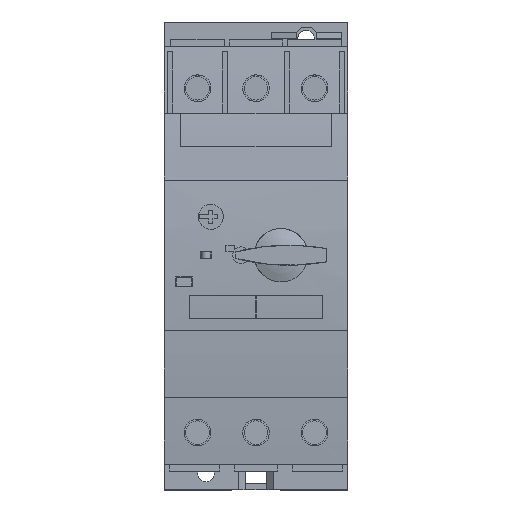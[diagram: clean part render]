
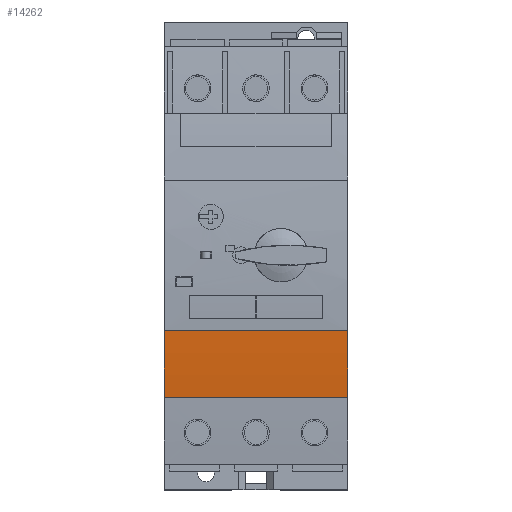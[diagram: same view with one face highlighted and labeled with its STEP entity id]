
A CAD part, top view. The second image highlights one B-rep face of the part: STEP entity #14262.
In plain terms, the highlighted cylindrical face has radius 326.776 mm (diameter 653.551 mm), a partial arc.
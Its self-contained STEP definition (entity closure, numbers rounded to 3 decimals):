
#3416 = CYLINDRICAL_SURFACE ( 'NONE', #3460, 326.776 ) ;
#3418 = FACE_OUTER_BOUND ( 'NONE', #14426, .T. ) ;
#3460 = AXIS2_PLACEMENT_3D ( 'NONE', #3493, #3492, #3495 ) ;
#3492 = DIRECTION ( 'NONE',  ( 1., 0., 0. ) ) ;
#3493 = CARTESIAN_POINT ( 'NONE',  ( -27.5, 0., -199. ) ) ;
#3495 = DIRECTION ( 'NONE',  ( 0., 0., -1. ) ) ;
#9750 = VERTEX_POINT ( 'NONE', #20795 ) ;
#9752 = VERTEX_POINT ( 'NONE', #20794 ) ;
#9758 = EDGE_CURVE ( 'NONE', #9752, #9750, #20787, .T. ) ;
#9894 = VERTEX_POINT ( 'NONE', #20985 ) ;
#9923 = VERTEX_POINT ( 'NONE', #20969 ) ;
#9925 = EDGE_CURVE ( 'NONE', #9894, #9923, #20930, .T. ) ;
#10504 = EDGE_CURVE ( 'NONE', #9752, #9894, #21995, .T. ) ;
#10675 = EDGE_CURVE ( 'NONE', #9750, #9923, #22424, .T. ) ;
#14257 = ORIENTED_EDGE ( 'NONE', *, *, #9758, .F. ) ;
#14262 = ADVANCED_FACE ( 'NONE', ( #3418 ), #3416, .T. ) ;
#14403 = ORIENTED_EDGE ( 'NONE', *, *, #10675, .F. ) ;
#14426 = EDGE_LOOP ( 'NONE', ( #14403, #14257, #14480, #14483 ) ) ;
#14480 = ORIENTED_EDGE ( 'NONE', *, *, #10504, .T. ) ;
#14483 = ORIENTED_EDGE ( 'NONE', *, *, #9925, .T. ) ;
#20639 = DIRECTION ( 'NONE',  ( 0., 0., -1. ) ) ;
#20640 = DIRECTION ( 'NONE',  ( -1., 0., 0. ) ) ;
#20641 = CARTESIAN_POINT ( 'NONE',  ( -27.5, 0., -199. ) ) ;
#20642 = AXIS2_PLACEMENT_3D ( 'NONE', #20641, #20640, #20639 ) ;
#20787 = CIRCLE ( 'NONE', #20642, 326.776 ) ;
#20794 = CARTESIAN_POINT ( 'NONE',  ( -27.5, -42.5, 125. ) ) ;
#20795 = CARTESIAN_POINT ( 'NONE',  ( -27.5, -22.5, 127. ) ) ;
#20930 = CIRCLE ( 'NONE', #20964, 326.776 ) ;
#20961 = DIRECTION ( 'NONE',  ( 0., 0., -1. ) ) ;
#20962 = DIRECTION ( 'NONE',  ( -1., 0., 0. ) ) ;
#20963 = CARTESIAN_POINT ( 'NONE',  ( 27.5, 0., -199. ) ) ;
#20964 = AXIS2_PLACEMENT_3D ( 'NONE', #20963, #20962, #20961 ) ;
#20969 = CARTESIAN_POINT ( 'NONE',  ( 27.5, -22.5, 127. ) ) ;
#20985 = CARTESIAN_POINT ( 'NONE',  ( 27.5, -42.5, 125. ) ) ;
#21922 = DIRECTION ( 'NONE',  ( 1., 0., 0. ) ) ;
#21923 = VECTOR ( 'NONE', #21922, 1000. ) ;
#21994 = CARTESIAN_POINT ( 'NONE',  ( -27.5, -42.5, 125. ) ) ;
#21995 = LINE ( 'NONE', #21994, #21923 ) ;
#22416 = DIRECTION ( 'NONE',  ( 1., 0., 0. ) ) ;
#22417 = VECTOR ( 'NONE', #22416, 1000. ) ;
#22423 = CARTESIAN_POINT ( 'NONE',  ( -27.5, -22.5, 127. ) ) ;
#22424 = LINE ( 'NONE', #22423, #22417 ) ;
